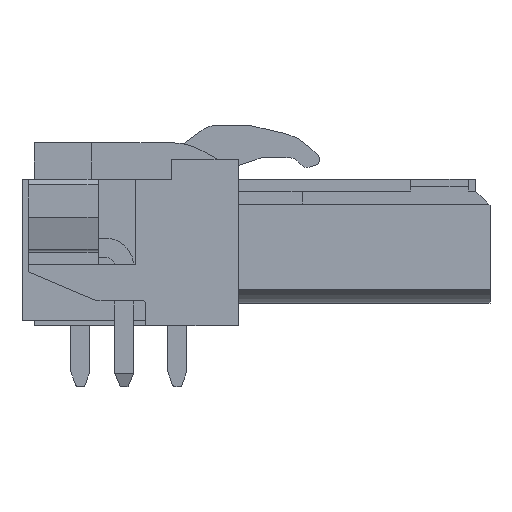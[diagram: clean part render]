
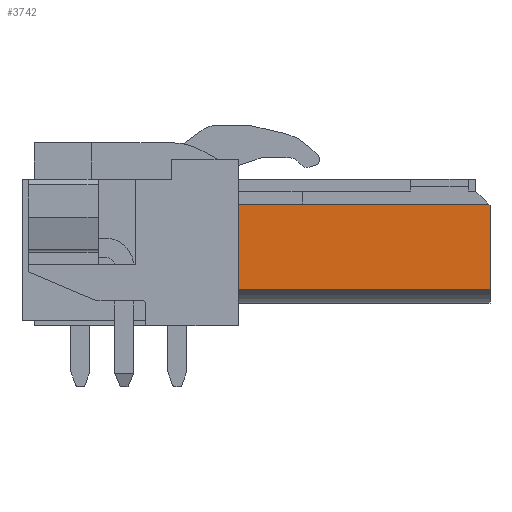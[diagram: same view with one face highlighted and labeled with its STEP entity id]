
A CAD part, left-side view. The second image highlights one B-rep face of the part: STEP entity #3742.
In plain terms, the highlighted planar face has unit normal (-1, 0, 0).
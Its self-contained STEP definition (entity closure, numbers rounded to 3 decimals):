
#3707=AXIS2_PLACEMENT_3D('Plane Axis2P3D',#3704,#3705,#3706) ;
#3680=CARTESIAN_POINT('Vertex',(5.64,13.2,9.59)) ;
#3683=CARTESIAN_POINT('Line Origine',(5.64,6.635,9.59)) ;
#3687=CARTESIAN_POINT('Vertex',(5.64,0.07,9.59)) ;
#3704=CARTESIAN_POINT('Axis2P3D Location',(5.64,0.,10.27)) ;
#3709=CARTESIAN_POINT('Line Origine',(5.64,0.035,9.555)) ;
#3713=CARTESIAN_POINT('Vertex',(5.64,0.,9.52)) ;
#3716=CARTESIAN_POINT('Line Origine',(5.64,13.2,7.355)) ;
#3720=CARTESIAN_POINT('Vertex',(5.64,13.2,5.12)) ;
#3723=CARTESIAN_POINT('Line Origine',(5.64,6.6,5.12)) ;
#3727=CARTESIAN_POINT('Vertex',(5.64,0.,5.12)) ;
#3730=CARTESIAN_POINT('Line Origine',(5.64,0.,7.32)) ;
#3684=DIRECTION('Vector Direction',(0.,1.,0.)) ;
#3705=DIRECTION('Axis2P3D Direction',(1.,-0.,0.)) ;
#3706=DIRECTION('Axis2P3D XDirection',(0.,0.,-1.)) ;
#3710=DIRECTION('Vector Direction',(0.,-0.707,-0.707)) ;
#3717=DIRECTION('Vector Direction',(0.,0.,-1.)) ;
#3724=DIRECTION('Vector Direction',(0.,1.,0.)) ;
#3731=DIRECTION('Vector Direction',(0.,0.,-1.)) ;
#3685=VECTOR('Line Direction',#3684,1.) ;
#3711=VECTOR('Line Direction',#3710,1.) ;
#3718=VECTOR('Line Direction',#3717,1.) ;
#3725=VECTOR('Line Direction',#3724,1.) ;
#3732=VECTOR('Line Direction',#3731,1.) ;
#3736=ORIENTED_EDGE('',*,*,#3715,.F.) ;
#3737=ORIENTED_EDGE('',*,*,#3689,.F.) ;
#3738=ORIENTED_EDGE('',*,*,#3722,.T.) ;
#3739=ORIENTED_EDGE('',*,*,#3729,.F.) ;
#3740=ORIENTED_EDGE('',*,*,#3734,.F.) ;
#3742=ADVANCED_FACE('HOUSING',(#3741),#3708,.F.) ;
#3689=EDGE_CURVE('',#3681,#3688,#3686,.F.) ;
#3715=EDGE_CURVE('',#3688,#3714,#3712,.T.) ;
#3722=EDGE_CURVE('',#3681,#3721,#3719,.T.) ;
#3729=EDGE_CURVE('',#3728,#3721,#3726,.T.) ;
#3734=EDGE_CURVE('',#3714,#3728,#3733,.T.) ;
#3735=EDGE_LOOP('',(#3736,#3737,#3738,#3739,#3740)) ;
#3741=FACE_OUTER_BOUND('',#3735,.T.) ;
#3686=LINE('Line',#3683,#3685) ;
#3712=LINE('Line',#3709,#3711) ;
#3719=LINE('Line',#3716,#3718) ;
#3726=LINE('Line',#3723,#3725) ;
#3733=LINE('Line',#3730,#3732) ;
#3708=PLANE('',#3707) ;
#3681=VERTEX_POINT('',#3680) ;
#3688=VERTEX_POINT('',#3687) ;
#3714=VERTEX_POINT('',#3713) ;
#3721=VERTEX_POINT('',#3720) ;
#3728=VERTEX_POINT('',#3727) ;
